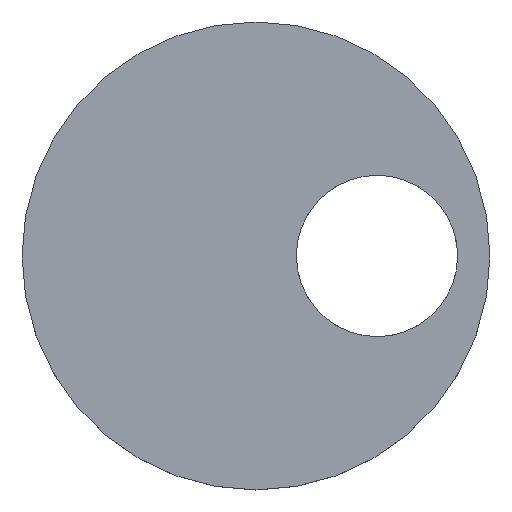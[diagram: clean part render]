
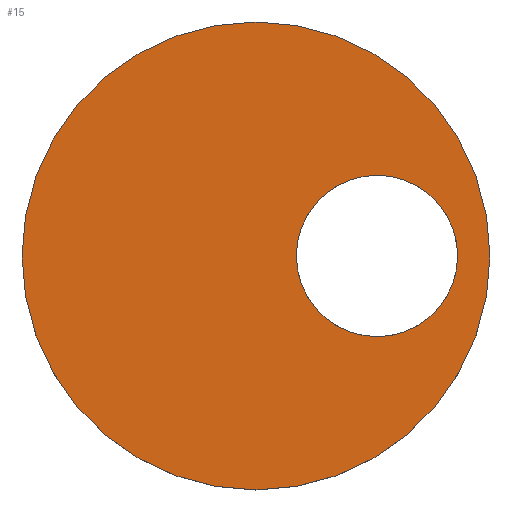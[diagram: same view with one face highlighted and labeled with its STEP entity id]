
A CAD part, top view. The second image highlights one B-rep face of the part: STEP entity #15.
In plain terms, the highlighted planar face has unit normal (0, 0, 1).
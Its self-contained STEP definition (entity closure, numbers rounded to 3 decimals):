
#2 = AXIS2_PLACEMENT_3D ( 'NONE', #167, #153, #93 ) ;
#4 = EDGE_CURVE ( 'NONE', #104, #302, #149, .T. ) ;
#12 = CIRCLE ( 'NONE', #444, 870. ) ;
#15 = ADVANCED_FACE ( 'NONE', ( #370, #194 ), #90, .T. ) ;
#51 = DIRECTION ( 'NONE',  ( 1., 0., 0. ) ) ;
#54 = ORIENTED_EDGE ( 'NONE', *, *, #421, .F. ) ;
#65 = CARTESIAN_POINT ( 'NONE',  ( 150., 0., 145. ) ) ;
#67 = DIRECTION ( 'NONE',  ( 1., 0., 0. ) ) ;
#86 = CIRCLE ( 'NONE', #180, 300. ) ;
#90 = PLANE ( 'NONE',  #156 ) ;
#93 = DIRECTION ( 'NONE',  ( 1., 0., 0. ) ) ;
#99 = ORIENTED_EDGE ( 'NONE', *, *, #411, .F. ) ;
#104 = VERTEX_POINT ( 'NONE', #395 ) ;
#128 = CARTESIAN_POINT ( 'NONE',  ( -870., 0., 145. ) ) ;
#129 = CARTESIAN_POINT ( 'NONE',  ( 450., 0., 145. ) ) ;
#137 = EDGE_CURVE ( 'NONE', #302, #104, #12, .T. ) ;
#139 = CARTESIAN_POINT ( 'NONE',  ( 750., 0., 145. ) ) ;
#149 = CIRCLE ( 'NONE', #2, 870. ) ;
#153 = DIRECTION ( 'NONE',  ( 0., 0., 1. ) ) ;
#156 = AXIS2_PLACEMENT_3D ( 'NONE', #307, #437, #51 ) ;
#167 = CARTESIAN_POINT ( 'NONE',  ( 0., 0., 145. ) ) ;
#169 = DIRECTION ( 'NONE',  ( 1., 0., 0. ) ) ;
#175 = EDGE_LOOP ( 'NONE', ( #377, #283 ) ) ;
#180 = AXIS2_PLACEMENT_3D ( 'NONE', #129, #344, #169 ) ;
#190 = DIRECTION ( 'NONE',  ( 0., 0., 1. ) ) ;
#194 = FACE_OUTER_BOUND ( 'NONE', #175, .T. ) ;
#200 = CARTESIAN_POINT ( 'NONE',  ( 0., 0., 145. ) ) ;
#204 = DIRECTION ( 'NONE',  ( 0., 0., 1. ) ) ;
#256 = DIRECTION ( 'NONE',  ( 1., 0., 0. ) ) ;
#283 = ORIENTED_EDGE ( 'NONE', *, *, #4, .T. ) ;
#295 = AXIS2_PLACEMENT_3D ( 'NONE', #440, #204, #67 ) ;
#302 = VERTEX_POINT ( 'NONE', #128 ) ;
#307 = CARTESIAN_POINT ( 'NONE',  ( 0., 0., 145. ) ) ;
#342 = EDGE_LOOP ( 'NONE', ( #54, #99 ) ) ;
#344 = DIRECTION ( 'NONE',  ( 0., 0., 1. ) ) ;
#369 = VERTEX_POINT ( 'NONE', #65 ) ;
#370 = FACE_BOUND ( 'NONE', #342, .T. ) ;
#377 = ORIENTED_EDGE ( 'NONE', *, *, #137, .T. ) ;
#395 = CARTESIAN_POINT ( 'NONE',  ( 870., 0., 145. ) ) ;
#411 = EDGE_CURVE ( 'NONE', #369, #439, #86, .T. ) ;
#421 = EDGE_CURVE ( 'NONE', #439, #369, #424, .T. ) ;
#424 = CIRCLE ( 'NONE', #295, 300. ) ;
#437 = DIRECTION ( 'NONE',  ( 0., 0., 1. ) ) ;
#439 = VERTEX_POINT ( 'NONE', #139 ) ;
#440 = CARTESIAN_POINT ( 'NONE',  ( 450., 0., 145. ) ) ;
#444 = AXIS2_PLACEMENT_3D ( 'NONE', #200, #190, #256 ) ;
